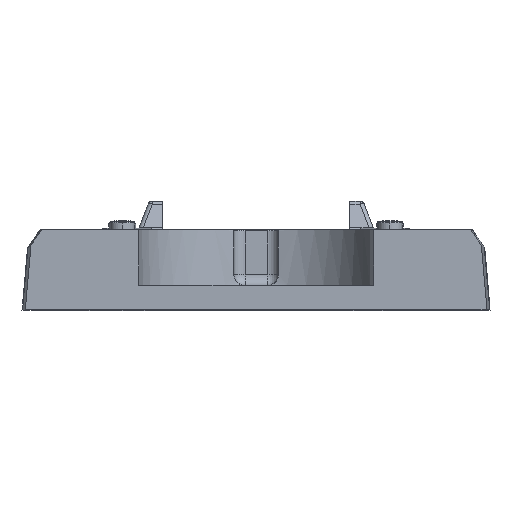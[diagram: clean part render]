
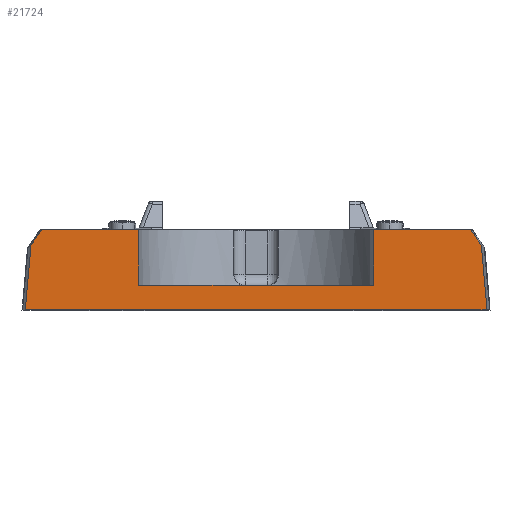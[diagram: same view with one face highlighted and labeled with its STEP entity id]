
A CAD part, top view. The second image highlights one B-rep face of the part: STEP entity #21724.
In plain terms, the highlighted face is planar.
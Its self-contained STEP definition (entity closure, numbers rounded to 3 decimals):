
#169 = EDGE_CURVE ( 'NONE', #1245, #10501, #2783, .T. ) ;
#471 = ORIENTED_EDGE ( 'NONE', *, *, #21506, .F. ) ;
#522 = CARTESIAN_POINT ( 'NONE',  ( -108.944, -71.528, 117.422 ) ) ;
#1245 = VERTEX_POINT ( 'NONE', #17927 ) ;
#1492 = ORIENTED_EDGE ( 'NONE', *, *, #1983, .T. ) ;
#1718 = VERTEX_POINT ( 'NONE', #20766 ) ;
#1983 = EDGE_CURVE ( 'NONE', #1245, #19206, #8984, .T. ) ;
#2130 = DIRECTION ( 'NONE',  ( 0., -0.999, -0.046 ) ) ;
#2509 = DIRECTION ( 'NONE',  ( 0., 0.046, -0.999 ) ) ;
#2621 = FACE_OUTER_BOUND ( 'NONE', #15418, .T. ) ;
#2641 = CARTESIAN_POINT ( 'NONE',  ( -103.52, -71.018, 106.434 ) ) ;
#2783 = B_SPLINE_CURVE_WITH_KNOTS ( 'NONE', 3,
 ( #19221, #23474, #13931, #23239, #21609, #15301, #4397, #19838, #10513, #2641 ),
 .UNSPECIFIED., .F., .F.,
 ( 4, 3, 3, 4 ),
 ( 0.005, 0.011, 0.02, 0.034 ),
 .UNSPECIFIED. ) ;
#3185 = EDGE_CURVE ( 'NONE', #1718, #19928, #17693, .T. ) ;
#3896 = LINE ( 'NONE', #522, #16317 ) ;
#3904 = CARTESIAN_POINT ( 'NONE',  ( -52.659, -71.528, 117.422 ) ) ;
#4397 = CARTESIAN_POINT ( 'NONE',  ( -102.289, -71.668, 120.427 ) ) ;
#4798 = CARTESIAN_POINT ( 'NONE',  ( -96.054, -72.688, 142.395 ) ) ;
#5496 = DIRECTION ( 'NONE',  ( 1., 0., 0. ) ) ;
#5875 = DIRECTION ( 'NONE',  ( 1., 0., 0. ) ) ;
#5902 = CARTESIAN_POINT ( 'NONE',  ( -52.659, -71.915, 125.747 ) ) ;
#6026 = CARTESIAN_POINT ( 'NONE',  ( 102.652, -71.476, 116.299 ) ) ;
#6550 = CARTESIAN_POINT ( 'NONE',  ( -98.148, -72.55, 139.41 ) ) ;
#6670 = CARTESIAN_POINT ( 'NONE',  ( -97.45, -72.596, 140.405 ) ) ;
#6949 = CARTESIAN_POINT ( 'NONE',  ( 100.973, -72.362, 135.364 ) ) ;
#7046 = ORIENTED_EDGE ( 'NONE', *, *, #12268, .F. ) ;
#7251 = LINE ( 'NONE', #17666, #11806 ) ;
#7662 = CARTESIAN_POINT ( 'NONE',  ( -96.054, -72.688, 142.395 ) ) ;
#8166 = VERTEX_POINT ( 'NONE', #19890 ) ;
#8395 = CARTESIAN_POINT ( 'NONE',  ( 101.803, -71.924, 125.943 ) ) ;
#8438 = CARTESIAN_POINT ( 'NONE',  ( 52.659, -72.302, 134.071 ) ) ;
#8539 = CARTESIAN_POINT ( 'NONE',  ( -100.972, -72.362, 135.382 ) ) ;
#8689 = CARTESIAN_POINT ( 'NONE',  ( -52.659, -71.528, 117.422 ) ) ;
#8740 = VERTEX_POINT ( 'NONE', #22109 ) ;
#8984 = B_SPLINE_CURVE_WITH_KNOTS ( 'NONE', 3,
 ( #8539, #16093, #16204, #23880, #23764, #12322, #6550, #6670, #14340, #4798 ),
 .UNSPECIFIED., .F., .F.,
 ( 4, 3, 3, 4 ),
 ( 0.001, 0.002, 0.006, 0.01 ),
 .UNSPECIFIED. ) ;
#9093 = CARTESIAN_POINT ( 'NONE',  ( 97.687, -72.579, 140.052 ) ) ;
#9644 = DIRECTION ( 'NONE',  ( -1., 0., 0. ) ) ;
#9649 = EDGE_CURVE ( 'NONE', #8740, #8166, #14123, .T. ) ;
#10485 = CARTESIAN_POINT ( 'NONE',  ( -103.52, -71.018, 106.434 ) ) ;
#10501 = VERTEX_POINT ( 'NONE', #10485 ) ;
#10513 = CARTESIAN_POINT ( 'NONE',  ( -103.11, -71.235, 111.098 ) ) ;
#11087 = CARTESIAN_POINT ( 'NONE',  ( 96.043, -72.688, 142.395 ) ) ;
#11495 = CARTESIAN_POINT ( 'NONE',  ( -108.944, -72.688, 142.395 ) ) ;
#11556 = EDGE_CURVE ( 'NONE', #13048, #8166, #21571, .T. ) ;
#11641 = PLANE ( 'NONE',  #18483 ) ;
#11806 = VECTOR ( 'NONE', #5875, 1000. ) ;
#12110 = ORIENTED_EDGE ( 'NONE', *, *, #15899, .T. ) ;
#12257 = ORIENTED_EDGE ( 'NONE', *, *, #19023, .T. ) ;
#12268 = EDGE_CURVE ( 'NONE', #13225, #19928, #3896, .T. ) ;
#12322 = CARTESIAN_POINT ( 'NONE',  ( -98.845, -72.503, 138.415 ) ) ;
#13048 = VERTEX_POINT ( 'NONE', #23621 ) ;
#13146 = LINE ( 'NONE', #11495, #21909 ) ;
#13225 = VERTEX_POINT ( 'NONE', #16179 ) ;
#13425 = CARTESIAN_POINT ( 'NONE',  ( -52.659, -72.688, 142.395 ) ) ;
#13850 = VECTOR ( 'NONE', #15444, 1000. ) ;
#13931 = CARTESIAN_POINT ( 'NONE',  ( -101.351, -72.163, 131.08 ) ) ;
#14123 = B_SPLINE_CURVE_WITH_KNOTS ( 'NONE', 3,
 ( #11087, #9093, #16504, #6949 ),
 .UNSPECIFIED., .F., .F.,
 ( 4, 4 ),
 ( 0., 1. ),
 .UNSPECIFIED. ) ;
#14221 = CARTESIAN_POINT ( 'NONE',  ( 52.659, -71.915, 125.747 ) ) ;
#14340 = CARTESIAN_POINT ( 'NONE',  ( -96.752, -72.642, 141.4 ) ) ;
#15300 = ORIENTED_EDGE ( 'NONE', *, *, #11556, .F. ) ;
#15301 = CARTESIAN_POINT ( 'NONE',  ( -102.039, -71.799, 123.261 ) ) ;
#15418 = EDGE_LOOP ( 'NONE', ( #12257, #21915, #7046, #24391, #12110, #18041, #15300, #471, #22993, #1492 ) ) ;
#15444 = DIRECTION ( 'NONE',  ( 1., 0., 0. ) ) ;
#15899 = EDGE_CURVE ( 'NONE', #24254, #8740, #13146, .T. ) ;
#16061 = CARTESIAN_POINT ( 'NONE',  ( 100.973, -72.362, 135.364 ) ) ;
#16093 = CARTESIAN_POINT ( 'NONE',  ( -100.728, -72.379, 135.729 ) ) ;
#16106 = CARTESIAN_POINT ( 'NONE',  ( 52.659, -72.688, 142.395 ) ) ;
#16179 = CARTESIAN_POINT ( 'NONE',  ( 52.659, -71.528, 117.422 ) ) ;
#16204 = CARTESIAN_POINT ( 'NONE',  ( -100.485, -72.395, 136.077 ) ) ;
#16317 = VECTOR ( 'NONE', #9644, 1000. ) ;
#16504 = CARTESIAN_POINT ( 'NONE',  ( 99.33, -72.471, 137.708 ) ) ;
#16556 = CARTESIAN_POINT ( 'NONE',  ( 52.659, -72.688, 142.395 ) ) ;
#17095 = LINE ( 'NONE', #18861, #13850 ) ;
#17666 = CARTESIAN_POINT ( 'NONE',  ( -108.944, -71.018, 106.434 ) ) ;
#17693 = B_SPLINE_CURVE_WITH_KNOTS ( 'NONE', 3,
 ( #13425, #22644, #5902, #3904 ),
 .UNSPECIFIED., .F., .F.,
 ( 4, 4 ),
 ( 0., 0.025 ),
 .UNSPECIFIED. ) ;
#17927 = CARTESIAN_POINT ( 'NONE',  ( -100.972, -72.362, 135.382 ) ) ;
#18041 = ORIENTED_EDGE ( 'NONE', *, *, #9649, .T. ) ;
#18483 = AXIS2_PLACEMENT_3D ( 'NONE', #19326, #2130, #2509 ) ;
#18861 = CARTESIAN_POINT ( 'NONE',  ( -108.944, -72.688, 142.395 ) ) ;
#19023 = EDGE_CURVE ( 'NONE', #19206, #1718, #17095, .T. ) ;
#19206 = VERTEX_POINT ( 'NONE', #7662 ) ;
#19221 = CARTESIAN_POINT ( 'NONE',  ( -100.972, -72.362, 135.382 ) ) ;
#19326 = CARTESIAN_POINT ( 'NONE',  ( -108.944, -65.932, -3.062 ) ) ;
#19523 = CARTESIAN_POINT ( 'NONE',  ( 52.659, -71.528, 117.422 ) ) ;
#19724 = EDGE_CURVE ( 'NONE', #13225, #24254, #20622, .T. ) ;
#19838 = CARTESIAN_POINT ( 'NONE',  ( -102.699, -71.451, 115.762 ) ) ;
#19890 = CARTESIAN_POINT ( 'NONE',  ( 100.973, -72.362, 135.364 ) ) ;
#19928 = VERTEX_POINT ( 'NONE', #8689 ) ;
#20622 = B_SPLINE_CURVE_WITH_KNOTS ( 'NONE', 3,
 ( #19523, #14221, #8438, #16106 ),
 .UNSPECIFIED., .F., .F.,
 ( 4, 4 ),
 ( 0.002, 0.027 ),
 .UNSPECIFIED. ) ;
#20766 = CARTESIAN_POINT ( 'NONE',  ( -52.659, -72.688, 142.395 ) ) ;
#21506 = EDGE_CURVE ( 'NONE', #10501, #13048, #7251, .T. ) ;
#21571 = B_SPLINE_CURVE_WITH_KNOTS ( 'NONE', 3,
 ( #21854, #6026, #8395, #16061 ),
 .UNSPECIFIED., .F., .F.,
 ( 4, 4 ),
 ( 0., 1. ),
 .UNSPECIFIED. ) ;
#21609 = CARTESIAN_POINT ( 'NONE',  ( -101.79, -71.931, 126.095 ) ) ;
#21724 = ADVANCED_FACE ( 'NONE', ( #2621 ), #11641, .F. ) ;
#21854 = CARTESIAN_POINT ( 'NONE',  ( 103.52, -71.018, 106.434 ) ) ;
#21909 = VECTOR ( 'NONE', #5496, 1000. ) ;
#21915 = ORIENTED_EDGE ( 'NONE', *, *, #3185, .T. ) ;
#22109 = CARTESIAN_POINT ( 'NONE',  ( 96.043, -72.688, 142.395 ) ) ;
#22644 = CARTESIAN_POINT ( 'NONE',  ( -52.659, -72.302, 134.071 ) ) ;
#22993 = ORIENTED_EDGE ( 'NONE', *, *, #169, .F. ) ;
#23239 = CARTESIAN_POINT ( 'NONE',  ( -101.54, -72.063, 128.929 ) ) ;
#23474 = CARTESIAN_POINT ( 'NONE',  ( -101.162, -72.263, 133.231 ) ) ;
#23621 = CARTESIAN_POINT ( 'NONE',  ( 103.52, -71.018, 106.434 ) ) ;
#23764 = CARTESIAN_POINT ( 'NONE',  ( -99.543, -72.457, 137.42 ) ) ;
#23880 = CARTESIAN_POINT ( 'NONE',  ( -100.241, -72.411, 136.425 ) ) ;
#24254 = VERTEX_POINT ( 'NONE', #16556 ) ;
#24391 = ORIENTED_EDGE ( 'NONE', *, *, #19724, .T. ) ;
